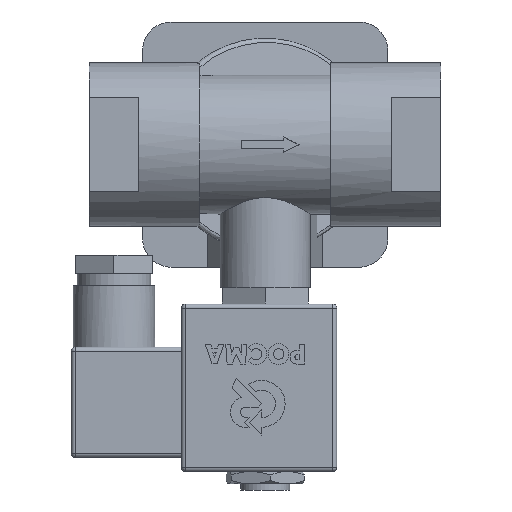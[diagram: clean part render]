
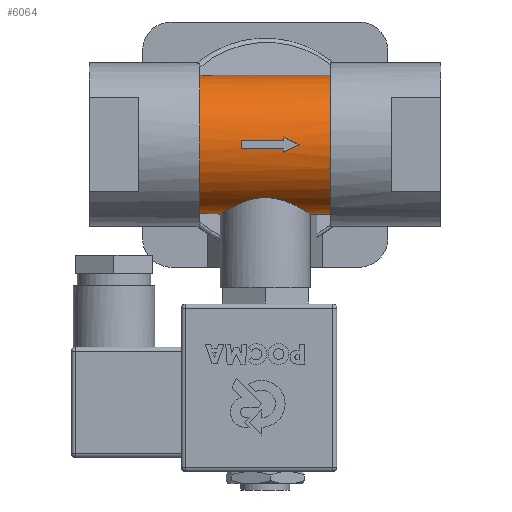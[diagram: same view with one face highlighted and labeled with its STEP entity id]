
A CAD part, front view. The second image highlights one B-rep face of the part: STEP entity #6064.
In plain terms, the highlighted cylindrical face has radius 17 mm (diameter 34 mm), a partial arc.
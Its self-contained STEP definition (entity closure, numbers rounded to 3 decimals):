
#133=B_SPLINE_CURVE_WITH_KNOTS('',3,(#9094,#9095,#9096,#9097,#9098,#9099,
#9100,#9101,#9102,#9103,#9104,#9105,#9106,#9107,#9108,#9109,#9110,#9111,
#9112,#9113,#9114,#9115,#9116,#9117,#9118,#9119),.UNSPECIFIED.,.F.,.F.,
(4,2,2,2,2,2,2,2,2,2,2,2,4),(1.785,1.935,2.149,
2.578,3.01,3.226,3.442,3.658,
3.875,4.307,4.735,4.949,5.163),
 .UNSPECIFIED.);
#157=ELLIPSE('',#6477,43.63,17.);
#158=ELLIPSE('',#6479,43.63,17.);
#159=ELLIPSE('',#6481,38.538,17.);
#160=ELLIPSE('',#6482,38.538,17.);
#176=FACE_BOUND('',#850,.T.);
#486=FACE_OUTER_BOUND('',#849,.T.);
#849=EDGE_LOOP('',(#4270,#4271,#4272,#4273,#4274,#4275,#4276));
#850=EDGE_LOOP('',(#4277,#4278,#4279,#4280,#4281,#4282,#4283));
#1273=LINE('',#9132,#1846);
#1274=LINE('',#9136,#1847);
#1275=LINE('',#9152,#1848);
#1276=LINE('',#9155,#1849);
#1846=VECTOR('',#7217,10.);
#1847=VECTOR('',#7220,10.);
#1848=VECTOR('',#7235,10.);
#1849=VECTOR('',#7238,10.);
#2398=CIRCLE('',#6476,17.);
#2399=CIRCLE('',#6478,17.);
#2400=CIRCLE('',#6480,17.);
#2401=CIRCLE('',#6483,17.);
#2402=CIRCLE('',#6484,17.);
#2683=VERTEX_POINT('',#9091);
#2684=VERTEX_POINT('',#9093);
#2686=VERTEX_POINT('',#9131);
#2687=VERTEX_POINT('',#9133);
#2688=VERTEX_POINT('',#9135);
#2689=VERTEX_POINT('',#9137);
#2690=VERTEX_POINT('',#9139);
#2691=VERTEX_POINT('',#9142);
#2692=VERTEX_POINT('',#9143);
#2693=VERTEX_POINT('',#9145);
#2694=VERTEX_POINT('',#9147);
#2695=VERTEX_POINT('',#9149);
#2696=VERTEX_POINT('',#9151);
#2697=VERTEX_POINT('',#9153);
#3299=EDGE_CURVE('',#2684,#2683,#133,.T.);
#3302=EDGE_CURVE('',#2683,#2686,#1273,.T.);
#3303=EDGE_CURVE('',#2687,#2686,#2398,.T.);
#3304=EDGE_CURVE('',#2687,#2688,#1274,.T.);
#3305=EDGE_CURVE('',#2689,#2688,#157,.T.);
#3306=EDGE_CURVE('',#2690,#2689,#2399,.T.);
#3307=EDGE_CURVE('',#2684,#2690,#158,.T.);
#3308=EDGE_CURVE('',#2691,#2692,#2400,.T.);
#3309=EDGE_CURVE('',#2692,#2693,#159,.T.);
#3310=EDGE_CURVE('',#2693,#2694,#160,.T.);
#3311=EDGE_CURVE('',#2694,#2695,#2401,.T.);
#3312=EDGE_CURVE('',#2695,#2696,#1275,.T.);
#3313=EDGE_CURVE('',#2696,#2697,#2402,.T.);
#3314=EDGE_CURVE('',#2697,#2691,#1276,.T.);
#4270=ORIENTED_EDGE('',*,*,#3299,.T.);
#4271=ORIENTED_EDGE('',*,*,#3302,.T.);
#4272=ORIENTED_EDGE('',*,*,#3303,.F.);
#4273=ORIENTED_EDGE('',*,*,#3304,.T.);
#4274=ORIENTED_EDGE('',*,*,#3305,.F.);
#4275=ORIENTED_EDGE('',*,*,#3306,.F.);
#4276=ORIENTED_EDGE('',*,*,#3307,.F.);
#4277=ORIENTED_EDGE('',*,*,#3308,.T.);
#4278=ORIENTED_EDGE('',*,*,#3309,.T.);
#4279=ORIENTED_EDGE('',*,*,#3310,.T.);
#4280=ORIENTED_EDGE('',*,*,#3311,.T.);
#4281=ORIENTED_EDGE('',*,*,#3312,.T.);
#4282=ORIENTED_EDGE('',*,*,#3313,.T.);
#4283=ORIENTED_EDGE('',*,*,#3314,.T.);
#5950=CYLINDRICAL_SURFACE('',#6475,17.);
#6064=ADVANCED_FACE('',(#486,#176),#5950,.T.);
#6475=AXIS2_PLACEMENT_3D('',#9130,#7215,#7216);
#6476=AXIS2_PLACEMENT_3D('',#9134,#7218,#7219);
#6477=AXIS2_PLACEMENT_3D('',#9138,#7221,#7222);
#6478=AXIS2_PLACEMENT_3D('',#9140,#7223,#7224);
#6479=AXIS2_PLACEMENT_3D('',#9141,#7225,#7226);
#6480=AXIS2_PLACEMENT_3D('',#9144,#7227,#7228);
#6481=AXIS2_PLACEMENT_3D('',#9146,#7229,#7230);
#6482=AXIS2_PLACEMENT_3D('',#9148,#7231,#7232);
#6483=AXIS2_PLACEMENT_3D('',#9150,#7233,#7234);
#6484=AXIS2_PLACEMENT_3D('',#9154,#7236,#7237);
#7215=DIRECTION('center_axis',(1.,0.,0.));
#7216=DIRECTION('ref_axis',(0.,0.,1.));
#7217=DIRECTION('',(1.,0.,0.));
#7218=DIRECTION('center_axis',(1.,0.,0.));
#7219=DIRECTION('ref_axis',(0.,0.,1.));
#7220=DIRECTION('',(-1.,0.,0.));
#7221=DIRECTION('center_axis',(-0.39,0.921,0.));
#7222=DIRECTION('ref_axis',(-0.921,-0.39,0.));
#7223=DIRECTION('center_axis',(-1.,0.,0.));
#7224=DIRECTION('ref_axis',(0.,0.,1.));
#7225=DIRECTION('center_axis',(-0.39,0.921,0.));
#7226=DIRECTION('ref_axis',(-0.921,-0.39,0.));
#7227=DIRECTION('center_axis',(-1.,0.,0.));
#7228=DIRECTION('ref_axis',(0.,0.,1.));
#7229=DIRECTION('center_axis',(0.441,0.,0.897));
#7230=DIRECTION('ref_axis',(-0.897,0.,0.441));
#7231=DIRECTION('center_axis',(0.441,0.,-0.897));
#7232=DIRECTION('ref_axis',(0.897,0.,0.441));
#7233=DIRECTION('center_axis',(-1.,0.,0.));
#7234=DIRECTION('ref_axis',(0.,0.,1.));
#7235=DIRECTION('',(-1.,0.,0.));
#7236=DIRECTION('center_axis',(-1.,0.,0.));
#7237=DIRECTION('ref_axis',(0.,0.,1.));
#7238=DIRECTION('',(1.,0.,0.));
#9091=CARTESIAN_POINT('',(11.,-15.,-17.));
#9093=CARTESIAN_POINT('',(-10.981,-15.646,-16.988));
#9094=CARTESIAN_POINT('Ctrl Pts',(-10.981,-15.646,-16.988));
#9095=CARTESIAN_POINT('Ctrl Pts',(-10.951,-16.151,-16.969));
#9096=CARTESIAN_POINT('Ctrl Pts',(-10.886,-16.661,-16.926));
#9097=CARTESIAN_POINT('Ctrl Pts',(-10.64,-17.886,-16.769));
#9098=CARTESIAN_POINT('Ctrl Pts',(-10.421,-18.596,-16.63));
#9099=CARTESIAN_POINT('Ctrl Pts',(-9.568,-20.621,-16.104));
#9100=CARTESIAN_POINT('Ctrl Pts',(-8.727,-21.83,-15.604));
#9101=CARTESIAN_POINT('Ctrl Pts',(-6.821,-23.736,-14.623));
#9102=CARTESIAN_POINT('Ctrl Pts',(-5.614,-24.571,-14.067));
#9103=CARTESIAN_POINT('Ctrl Pts',(-3.599,-25.42,-13.437));
#9104=CARTESIAN_POINT('Ctrl Pts',(-2.893,-25.638,-13.261));
#9105=CARTESIAN_POINT('Ctrl Pts',(-1.454,-25.928,-13.023));
#9106=CARTESIAN_POINT('Ctrl Pts',(-0.721,-26.,-12.961));
#9107=CARTESIAN_POINT('Ctrl Pts',(0.721,-26.,-12.961));
#9108=CARTESIAN_POINT('Ctrl Pts',(1.454,-25.928,-13.023));
#9109=CARTESIAN_POINT('Ctrl Pts',(2.893,-25.638,-13.261));
#9110=CARTESIAN_POINT('Ctrl Pts',(3.599,-25.42,-13.437));
#9111=CARTESIAN_POINT('Ctrl Pts',(5.614,-24.571,-14.067));
#9112=CARTESIAN_POINT('Ctrl Pts',(6.821,-23.736,-14.623));
#9113=CARTESIAN_POINT('Ctrl Pts',(8.727,-21.83,-15.604));
#9114=CARTESIAN_POINT('Ctrl Pts',(9.568,-20.621,-16.104));
#9115=CARTESIAN_POINT('Ctrl Pts',(10.421,-18.596,-16.63));
#9116=CARTESIAN_POINT('Ctrl Pts',(10.64,-17.886,-16.769));
#9117=CARTESIAN_POINT('Ctrl Pts',(10.929,-16.445,-16.954));
#9118=CARTESIAN_POINT('Ctrl Pts',(11.,-15.714,-17.));
#9119=CARTESIAN_POINT('Ctrl Pts',(11.,-15.,-17.));
#9130=CARTESIAN_POINT('Origin',(0.,-15.,0.));
#9131=CARTESIAN_POINT('',(16.,-15.,-17.));
#9132=CARTESIAN_POINT('',(0.,-15.,-17.));
#9133=CARTESIAN_POINT('',(16.,-15.,17.));
#9134=CARTESIAN_POINT('Origin',(16.,-15.,0.));
#9135=CARTESIAN_POINT('',(-9.455,-15.,17.));
#9136=CARTESIAN_POINT('',(0.,-15.,17.));
#9137=CARTESIAN_POINT('',(-16.,-17.769,16.773));
#9138=CARTESIAN_POINT('Origin',(-9.455,-15.,0.));
#9139=CARTESIAN_POINT('',(-16.,-17.769,-16.773));
#9140=CARTESIAN_POINT('Origin',(-16.,-15.,0.));
#9141=CARTESIAN_POINT('Origin',(-9.455,-15.,0.));
#9142=CARTESIAN_POINT('',(4.452,-31.97,1.015));
#9143=CARTESIAN_POINT('',(4.452,-31.896,1.878));
#9144=CARTESIAN_POINT('Origin',(4.452,-15.,0.));
#9145=CARTESIAN_POINT('',(8.29,-32.,-0.009));
#9146=CARTESIAN_POINT('Origin',(8.272,-15.,0.));
#9147=CARTESIAN_POINT('',(4.452,-31.894,-1.895));
#9148=CARTESIAN_POINT('Origin',(8.307,-15.,0.));
#9149=CARTESIAN_POINT('',(4.452,-31.969,-1.032));
#9150=CARTESIAN_POINT('Origin',(4.452,-15.,0.));
#9151=CARTESIAN_POINT('',(-5.834,-31.969,-1.032));
#9152=CARTESIAN_POINT('',(0.,-31.969,-1.032));
#9153=CARTESIAN_POINT('',(-5.834,-31.97,1.015));
#9154=CARTESIAN_POINT('Origin',(-5.834,-15.,0.));
#9155=CARTESIAN_POINT('',(0.,-31.97,1.015));
